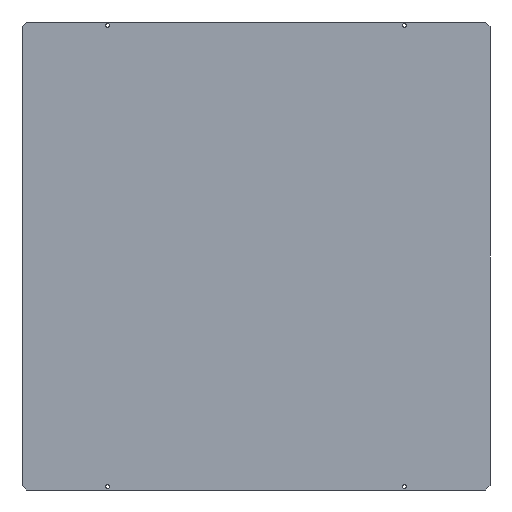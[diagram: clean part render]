
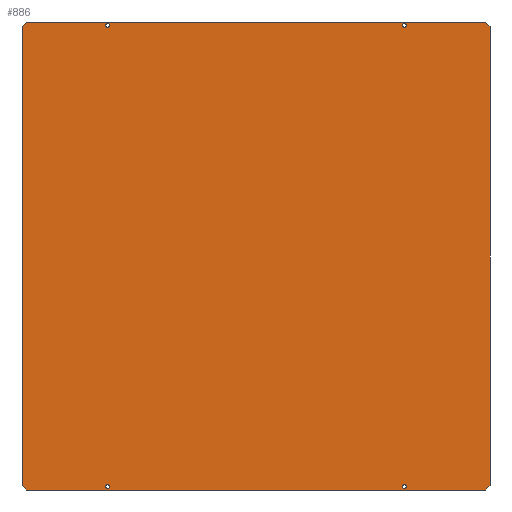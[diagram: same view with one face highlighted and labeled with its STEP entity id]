
A CAD part, front view. The second image highlights one B-rep face of the part: STEP entity #886.
In plain terms, the highlighted planar face has unit normal (0, -1, 0).
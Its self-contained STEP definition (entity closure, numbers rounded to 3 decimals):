
#19 = CARTESIAN_POINT ( 'NONE',  ( 201., -3., -205. ) ) ;
#26 = LINE ( 'NONE', #738, #997 ) ;
#30 = DIRECTION ( 'NONE',  ( 0., 0., 1. ) ) ;
#32 = CARTESIAN_POINT ( 'NONE',  ( 205., -3., 205. ) ) ;
#33 = EDGE_CURVE ( 'NONE', #811, #213, #26, .T. ) ;
#51 = VERTEX_POINT ( 'NONE', #118 ) ;
#70 = VERTEX_POINT ( 'NONE', #345 ) ;
#88 = EDGE_LOOP ( 'NONE', ( #934, #1014 ) ) ;
#94 = VECTOR ( 'NONE', #806, 1000. ) ;
#101 = PLANE ( 'NONE',  #332 ) ;
#108 = EDGE_CURVE ( 'NONE', #588, #117, #938, .T. ) ;
#110 = CIRCLE ( 'NONE', #381, 1.65 ) ;
#117 = VERTEX_POINT ( 'NONE', #188 ) ;
#118 = CARTESIAN_POINT ( 'NONE',  ( 205., -3., -201. ) ) ;
#119 = DIRECTION ( 'NONE',  ( 0., 0., 1. ) ) ;
#128 = EDGE_CURVE ( 'NONE', #525, #342, #784, .T. ) ;
#131 = DIRECTION ( 'NONE',  ( 0., 0., -1. ) ) ;
#141 = CARTESIAN_POINT ( 'NONE',  ( 130., -3., -203.65 ) ) ;
#144 = DIRECTION ( 'NONE',  ( 0., 1., 0. ) ) ;
#146 = CARTESIAN_POINT ( 'NONE',  ( -205., -3., 205. ) ) ;
#160 = VERTEX_POINT ( 'NONE', #863 ) ;
#165 = FACE_BOUND ( 'NONE', #848, .T. ) ;
#168 = DIRECTION ( 'NONE',  ( 0., 1., 0. ) ) ;
#188 = CARTESIAN_POINT ( 'NONE',  ( -205., -3., 201. ) ) ;
#190 = FACE_OUTER_BOUND ( 'NONE', #996, .T. ) ;
#196 = CARTESIAN_POINT ( 'NONE',  ( 130., -3., -200.35 ) ) ;
#201 = ORIENTED_EDGE ( 'NONE', *, *, #1155, .T. ) ;
#213 = VERTEX_POINT ( 'NONE', #701 ) ;
#233 = CARTESIAN_POINT ( 'NONE',  ( 205., -3., 201. ) ) ;
#245 = CARTESIAN_POINT ( 'NONE',  ( -130., -3., -200.35 ) ) ;
#268 = CARTESIAN_POINT ( 'NONE',  ( 0., -3., 0. ) ) ;
#282 = VERTEX_POINT ( 'NONE', #1028 ) ;
#287 = EDGE_CURVE ( 'NONE', #70, #365, #835, .T. ) ;
#298 = AXIS2_PLACEMENT_3D ( 'NONE', #880, #487, #1208 ) ;
#309 = CARTESIAN_POINT ( 'NONE',  ( 130., -3., 203.65 ) ) ;
#322 = VERTEX_POINT ( 'NONE', #233 ) ;
#325 = EDGE_CURVE ( 'NONE', #588, #282, #864, .T. ) ;
#332 = AXIS2_PLACEMENT_3D ( 'NONE', #268, #168, #861 ) ;
#342 = VERTEX_POINT ( 'NONE', #196 ) ;
#345 = CARTESIAN_POINT ( 'NONE',  ( 130., -3., 200.35 ) ) ;
#354 = DIRECTION ( 'NONE',  ( 0., 1., 0. ) ) ;
#365 = VERTEX_POINT ( 'NONE', #309 ) ;
#381 = AXIS2_PLACEMENT_3D ( 'NONE', #775, #1262, #119 ) ;
#394 = CARTESIAN_POINT ( 'NONE',  ( -130., -3., 203.65 ) ) ;
#417 = CARTESIAN_POINT ( 'NONE',  ( -130., -3., -202. ) ) ;
#436 = ORIENTED_EDGE ( 'NONE', *, *, #827, .T. ) ;
#437 = ORIENTED_EDGE ( 'NONE', *, *, #1081, .T. ) ;
#459 = DIRECTION ( 'NONE',  ( 0., 1., 0. ) ) ;
#467 = DIRECTION ( 'NONE',  ( -0.707, 0., 0.707 ) ) ;
#474 = EDGE_CURVE ( 'NONE', #160, #213, #929, .T. ) ;
#475 = CIRCLE ( 'NONE', #840, 1.65 ) ;
#481 = CARTESIAN_POINT ( 'NONE',  ( -205., -3., -201. ) ) ;
#487 = DIRECTION ( 'NONE',  ( 0., 1., 0. ) ) ;
#489 = CIRCLE ( 'NONE', #1157, 1.65 ) ;
#493 = CARTESIAN_POINT ( 'NONE',  ( 205., -3., 205. ) ) ;
#517 = CARTESIAN_POINT ( 'NONE',  ( -201., -3., 205. ) ) ;
#518 = ORIENTED_EDGE ( 'NONE', *, *, #904, .T. ) ;
#525 = VERTEX_POINT ( 'NONE', #141 ) ;
#529 = CIRCLE ( 'NONE', #1164, 1.65 ) ;
#540 = ORIENTED_EDGE ( 'NONE', *, *, #858, .F. ) ;
#541 = VERTEX_POINT ( 'NONE', #245 ) ;
#548 = AXIS2_PLACEMENT_3D ( 'NONE', #673, #897, #717 ) ;
#554 = EDGE_CURVE ( 'NONE', #365, #70, #1007, .T. ) ;
#564 = AXIS2_PLACEMENT_3D ( 'NONE', #1218, #459, #1244 ) ;
#570 = DIRECTION ( 'NONE',  ( 0., 1., 0. ) ) ;
#572 = FACE_BOUND ( 'NONE', #1257, .T. ) ;
#578 = VECTOR ( 'NONE', #612, 1000. ) ;
#584 = ORIENTED_EDGE ( 'NONE', *, *, #902, .F. ) ;
#588 = VERTEX_POINT ( 'NONE', #517 ) ;
#612 = DIRECTION ( 'NONE',  ( -0.707, 0., -0.707 ) ) ;
#634 = VECTOR ( 'NONE', #1247, 1000. ) ;
#638 = DIRECTION ( 'NONE',  ( 0., 0., 1. ) ) ;
#646 = ORIENTED_EDGE ( 'NONE', *, *, #474, .T. ) ;
#653 = VERTEX_POINT ( 'NONE', #394 ) ;
#673 = CARTESIAN_POINT ( 'NONE',  ( 130., -3., 202. ) ) ;
#675 = DIRECTION ( 'NONE',  ( 0., 0., 1. ) ) ;
#699 = CIRCLE ( 'NONE', #564, 1.65 ) ;
#701 = CARTESIAN_POINT ( 'NONE',  ( -201., -3., -205. ) ) ;
#714 = ORIENTED_EDGE ( 'NONE', *, *, #1172, .T. ) ;
#717 = DIRECTION ( 'NONE',  ( 0., 0., 1. ) ) ;
#718 = CARTESIAN_POINT ( 'NONE',  ( -201., -3., 205. ) ) ;
#736 = VERTEX_POINT ( 'NONE', #1176 ) ;
#738 = CARTESIAN_POINT ( 'NONE',  ( 205., -3., -205. ) ) ;
#742 = CARTESIAN_POINT ( 'NONE',  ( -130., -3., -202. ) ) ;
#750 = DIRECTION ( 'NONE',  ( 0., 0., 1. ) ) ;
#761 = DIRECTION ( 'NONE',  ( -1., 0., 0. ) ) ;
#775 = CARTESIAN_POINT ( 'NONE',  ( 130., -3., -202. ) ) ;
#784 = CIRCLE ( 'NONE', #298, 1.65 ) ;
#790 = DIRECTION ( 'NONE',  ( 0.707, 0., 0.707 ) ) ;
#801 = FACE_BOUND ( 'NONE', #905, .T. ) ;
#806 = DIRECTION ( 'NONE',  ( 1., 0., 0. ) ) ;
#811 = VERTEX_POINT ( 'NONE', #823 ) ;
#819 = DIRECTION ( 'NONE',  ( 0., 0., 1. ) ) ;
#823 = CARTESIAN_POINT ( 'NONE',  ( 201., -3., -205. ) ) ;
#827 = EDGE_CURVE ( 'NONE', #811, #51, #1080, .T. ) ;
#830 = DIRECTION ( 'NONE',  ( 0., 1., 0. ) ) ;
#832 = ORIENTED_EDGE ( 'NONE', *, *, #844, .T. ) ;
#833 = VERTEX_POINT ( 'NONE', #1180 ) ;
#835 = CIRCLE ( 'NONE', #968, 1.65 ) ;
#839 = LINE ( 'NONE', #146, #1147 ) ;
#840 = AXIS2_PLACEMENT_3D ( 'NONE', #1070, #570, #675 ) ;
#844 = EDGE_CURVE ( 'NONE', #833, #653, #699, .T. ) ;
#848 = EDGE_LOOP ( 'NONE', ( #437, #1067 ) ) ;
#855 = VECTOR ( 'NONE', #790, 1000. ) ;
#858 = EDGE_CURVE ( 'NONE', #160, #117, #839, .T. ) ;
#861 = DIRECTION ( 'NONE',  ( 0., 0., 1. ) ) ;
#863 = CARTESIAN_POINT ( 'NONE',  ( -205., -3., -201. ) ) ;
#864 = LINE ( 'NONE', #32, #94 ) ;
#880 = CARTESIAN_POINT ( 'NONE',  ( 130., -3., -202. ) ) ;
#882 = FACE_BOUND ( 'NONE', #88, .T. ) ;
#886 = ADVANCED_FACE ( 'NONE', ( #801, #165, #882, #572, #190 ), #101, .F. ) ;
#897 = DIRECTION ( 'NONE',  ( 0., 1., 0. ) ) ;
#902 = EDGE_CURVE ( 'NONE', #322, #51, #1079, .T. ) ;
#904 = EDGE_CURVE ( 'NONE', #736, #541, #529, .T. ) ;
#905 = EDGE_LOOP ( 'NONE', ( #908, #518 ) ) ;
#908 = ORIENTED_EDGE ( 'NONE', *, *, #1150, .T. ) ;
#922 = CARTESIAN_POINT ( 'NONE',  ( 130., -3., 202. ) ) ;
#929 = LINE ( 'NONE', #481, #634 ) ;
#934 = ORIENTED_EDGE ( 'NONE', *, *, #554, .T. ) ;
#938 = LINE ( 'NONE', #718, #578 ) ;
#958 = VECTOR ( 'NONE', #131, 1000. ) ;
#968 = AXIS2_PLACEMENT_3D ( 'NONE', #922, #354, #30 ) ;
#996 = EDGE_LOOP ( 'NONE', ( #540, #646, #1156, #436, #584, #714, #1119, #1258 ) ) ;
#997 = VECTOR ( 'NONE', #761, 1000. ) ;
#999 = LINE ( 'NONE', #1023, #1134 ) ;
#1007 = CIRCLE ( 'NONE', #548, 1.65 ) ;
#1014 = ORIENTED_EDGE ( 'NONE', *, *, #287, .T. ) ;
#1023 = CARTESIAN_POINT ( 'NONE',  ( 205., -3., 201. ) ) ;
#1028 = CARTESIAN_POINT ( 'NONE',  ( 201., -3., 205. ) ) ;
#1067 = ORIENTED_EDGE ( 'NONE', *, *, #128, .T. ) ;
#1070 = CARTESIAN_POINT ( 'NONE',  ( -130., -3., 202. ) ) ;
#1079 = LINE ( 'NONE', #493, #958 ) ;
#1080 = LINE ( 'NONE', #19, #855 ) ;
#1081 = EDGE_CURVE ( 'NONE', #342, #525, #110, .T. ) ;
#1119 = ORIENTED_EDGE ( 'NONE', *, *, #325, .F. ) ;
#1134 = VECTOR ( 'NONE', #467, 1000. ) ;
#1147 = VECTOR ( 'NONE', #638, 1000. ) ;
#1150 = EDGE_CURVE ( 'NONE', #541, #736, #489, .T. ) ;
#1155 = EDGE_CURVE ( 'NONE', #653, #833, #475, .T. ) ;
#1156 = ORIENTED_EDGE ( 'NONE', *, *, #33, .F. ) ;
#1157 = AXIS2_PLACEMENT_3D ( 'NONE', #742, #144, #819 ) ;
#1164 = AXIS2_PLACEMENT_3D ( 'NONE', #417, #830, #750 ) ;
#1172 = EDGE_CURVE ( 'NONE', #322, #282, #999, .T. ) ;
#1176 = CARTESIAN_POINT ( 'NONE',  ( -130., -3., -203.65 ) ) ;
#1180 = CARTESIAN_POINT ( 'NONE',  ( -130., -3., 200.35 ) ) ;
#1208 = DIRECTION ( 'NONE',  ( 0., 0., 1. ) ) ;
#1218 = CARTESIAN_POINT ( 'NONE',  ( -130., -3., 202. ) ) ;
#1244 = DIRECTION ( 'NONE',  ( 0., 0., 1. ) ) ;
#1247 = DIRECTION ( 'NONE',  ( 0.707, 0., -0.707 ) ) ;
#1257 = EDGE_LOOP ( 'NONE', ( #201, #832 ) ) ;
#1258 = ORIENTED_EDGE ( 'NONE', *, *, #108, .T. ) ;
#1262 = DIRECTION ( 'NONE',  ( 0., 1., 0. ) ) ;
